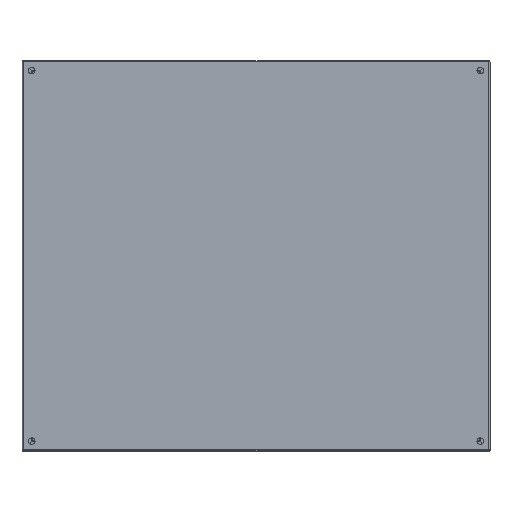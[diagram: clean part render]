
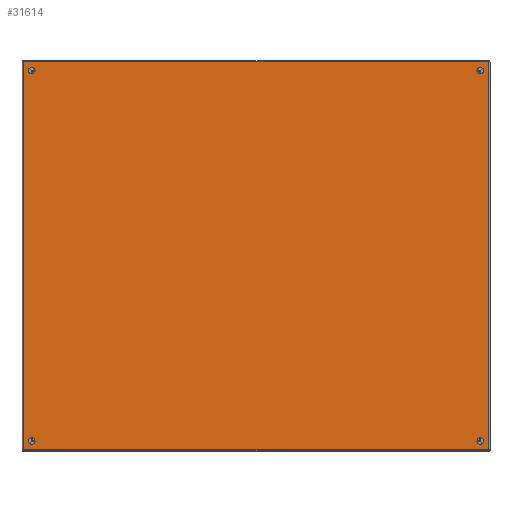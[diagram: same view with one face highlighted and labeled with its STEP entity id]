
A CAD part, top view. The second image highlights one B-rep face of the part: STEP entity #31614.
In plain terms, the highlighted face is planar.
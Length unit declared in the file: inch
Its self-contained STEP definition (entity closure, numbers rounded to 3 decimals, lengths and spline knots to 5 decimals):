
#409 = DIRECTION ( 'NONE',  ( 0., 1., 0. ) ) ;
#1515 = AXIS2_PLACEMENT_3D ( 'NONE', #3936, #15338, #26520 ) ;
#1986 = VERTEX_POINT ( 'NONE', #35243 ) ;
#2381 = CIRCLE ( 'NONE', #29538, 0.25 ) ;
#3234 = ORIENTED_EDGE ( 'NONE', *, *, #19749, .T. ) ;
#3343 = AXIS2_PLACEMENT_3D ( 'NONE', #28918, #32797, #44250 ) ;
#3496 = FACE_BOUND ( 'NONE', #23079, .T. ) ;
#3936 = CARTESIAN_POINT ( 'NONE',  ( 0., 35.25, -14.25 ) ) ;
#4246 = DIRECTION ( 'NONE',  ( 1., 0., 0. ) ) ;
#4505 = VERTEX_POINT ( 'NONE', #44483 ) ;
#4737 = CIRCLE ( 'NONE', #44345, 0.25 ) ;
#5068 = ORIENTED_EDGE ( 'NONE', *, *, #34616, .T. ) ;
#5262 = LINE ( 'NONE', #46141, #23034 ) ;
#5307 = ORIENTED_EDGE ( 'NONE', *, *, #9896, .F. ) ;
#7206 = EDGE_CURVE ( 'NONE', #9936, #1986, #42886, .T. ) ;
#7483 = CARTESIAN_POINT ( 'NONE',  ( 0., 35.25, -14.5 ) ) ;
#7621 = CARTESIAN_POINT ( 'NONE',  ( 0., 0.75, -14.25 ) ) ;
#7874 = DIRECTION ( 'NONE',  ( 0., 0., -1. ) ) ;
#8516 = VERTEX_POINT ( 'NONE', #25191 ) ;
#8759 = CIRCLE ( 'NONE', #3343, 0.25 ) ;
#9770 = EDGE_CURVE ( 'NONE', #1986, #9936, #47370, .T. ) ;
#9896 = EDGE_CURVE ( 'NONE', #45283, #22158, #19980, .T. ) ;
#9936 = VERTEX_POINT ( 'NONE', #7483 ) ;
#9950 = CARTESIAN_POINT ( 'NONE',  ( 0., 0.108, 14.928 ) ) ;
#10070 = EDGE_LOOP ( 'NONE', ( #5307, #14680, #38210, #5068 ) ) ;
#10724 = CARTESIAN_POINT ( 'NONE',  ( 0., 0.75, -14. ) ) ;
#12604 = EDGE_CURVE ( 'NONE', #37562, #45761, #4737, .T. ) ;
#12640 = CARTESIAN_POINT ( 'NONE',  ( 0., 0.108, -14.928 ) ) ;
#12870 = VERTEX_POINT ( 'NONE', #33102 ) ;
#13085 = DIRECTION ( 'NONE',  ( 1., 0., 0. ) ) ;
#13337 = CARTESIAN_POINT ( 'NONE',  ( 0., 35.25, 14.25 ) ) ;
#13512 = CARTESIAN_POINT ( 'NONE',  ( 0., 0.75, -14.5 ) ) ;
#14031 = DIRECTION ( 'NONE',  ( 0., 0., -1. ) ) ;
#14388 = CIRCLE ( 'NONE', #31467, 0.25 ) ;
#14680 = ORIENTED_EDGE ( 'NONE', *, *, #24467, .T. ) ;
#15183 = VECTOR ( 'NONE', #16536, 39.37008 ) ;
#15338 = DIRECTION ( 'NONE',  ( 1., 0., 0. ) ) ;
#15738 = LINE ( 'NONE', #29825, #26094 ) ;
#16536 = DIRECTION ( 'NONE',  ( 0., -1., 0. ) ) ;
#16775 = DIRECTION ( 'NONE',  ( 0., 0., -1. ) ) ;
#17697 = CIRCLE ( 'NONE', #37812, 0.25 ) ;
#17932 = CARTESIAN_POINT ( 'NONE',  ( 0., 0.072, -14.928 ) ) ;
#17965 = CARTESIAN_POINT ( 'NONE',  ( 0., 0.75, -14.25 ) ) ;
#18310 = CIRCLE ( 'NONE', #39266, 0.25 ) ;
#18618 = VECTOR ( 'NONE', #27495, 39.37008 ) ;
#19749 = EDGE_CURVE ( 'NONE', #40437, #4505, #8759, .T. ) ;
#19980 = LINE ( 'NONE', #12640, #18618 ) ;
#20817 = ORIENTED_EDGE ( 'NONE', *, *, #7206, .T. ) ;
#21040 = DIRECTION ( 'NONE',  ( 0., 0., 1. ) ) ;
#21465 = CARTESIAN_POINT ( 'NONE',  ( 0., 0.072, -14.928 ) ) ;
#21526 = LINE ( 'NONE', #17932, #15183 ) ;
#22158 = VERTEX_POINT ( 'NONE', #22671 ) ;
#22278 = DIRECTION ( 'NONE',  ( 1., 0., 0. ) ) ;
#22404 = FACE_BOUND ( 'NONE', #34979, .T. ) ;
#22671 = CARTESIAN_POINT ( 'NONE',  ( 0., 0.108, -14.928 ) ) ;
#23034 = VECTOR ( 'NONE', #21040, 39.37008 ) ;
#23079 = EDGE_LOOP ( 'NONE', ( #29287, #35829 ) ) ;
#23194 = EDGE_CURVE ( 'NONE', #4505, #40437, #18310, .T. ) ;
#24467 = EDGE_CURVE ( 'NONE', #45283, #12870, #15738, .T. ) ;
#25067 = EDGE_LOOP ( 'NONE', ( #27564, #39388 ) ) ;
#25191 = CARTESIAN_POINT ( 'NONE',  ( 0., 35.892, -14.928 ) ) ;
#25336 = PLANE ( 'NONE',  #34261 ) ;
#26094 = VECTOR ( 'NONE', #409, 39.37008 ) ;
#26520 = DIRECTION ( 'NONE',  ( 0., 0., -1. ) ) ;
#26724 = VERTEX_POINT ( 'NONE', #34538 ) ;
#27267 = EDGE_LOOP ( 'NONE', ( #3234, #40049 ) ) ;
#27495 = DIRECTION ( 'NONE',  ( 0., 0., -1. ) ) ;
#27564 = ORIENTED_EDGE ( 'NONE', *, *, #12604, .T. ) ;
#27743 = EDGE_CURVE ( 'NONE', #8516, #12870, #5262, .T. ) ;
#28019 = EDGE_CURVE ( 'NONE', #45761, #37562, #17697, .T. ) ;
#28173 = DIRECTION ( 'NONE',  ( 1., 0., 0. ) ) ;
#28918 = CARTESIAN_POINT ( 'NONE',  ( 0., 0.75, 14.25 ) ) ;
#29287 = ORIENTED_EDGE ( 'NONE', *, *, #30213, .T. ) ;
#29538 = AXIS2_PLACEMENT_3D ( 'NONE', #13337, #28173, #39589 ) ;
#29825 = CARTESIAN_POINT ( 'NONE',  ( 0., 35.928, 14.928 ) ) ;
#30047 = CARTESIAN_POINT ( 'NONE',  ( 0., 35.25, -14.25 ) ) ;
#30213 = EDGE_CURVE ( 'NONE', #41261, #26724, #2381, .T. ) ;
#31467 = AXIS2_PLACEMENT_3D ( 'NONE', #47359, #13085, #16775 ) ;
#31614 = ADVANCED_FACE ( 'NONE', ( #40902, #22404, #3496, #47539, #47770 ), #25336, .F. ) ;
#31858 = DIRECTION ( 'NONE',  ( 1., 0., 0. ) ) ;
#32019 = AXIS2_PLACEMENT_3D ( 'NONE', #30047, #22278, #37116 ) ;
#32797 = DIRECTION ( 'NONE',  ( 1., 0., 0. ) ) ;
#33102 = CARTESIAN_POINT ( 'NONE',  ( 0., 35.892, 14.928 ) ) ;
#34261 = AXIS2_PLACEMENT_3D ( 'NONE', #21465, #44123, #37253 ) ;
#34538 = CARTESIAN_POINT ( 'NONE',  ( 0., 35.25, 14.5 ) ) ;
#34616 = EDGE_CURVE ( 'NONE', #8516, #22158, #21526, .T. ) ;
#34684 = EDGE_CURVE ( 'NONE', #26724, #41261, #14388, .T. ) ;
#34979 = EDGE_LOOP ( 'NONE', ( #20817, #43024 ) ) ;
#35091 = CARTESIAN_POINT ( 'NONE',  ( 0., 35.25, 14. ) ) ;
#35243 = CARTESIAN_POINT ( 'NONE',  ( 0., 35.25, -14. ) ) ;
#35759 = CARTESIAN_POINT ( 'NONE',  ( 0., 0.75, 14.25 ) ) ;
#35829 = ORIENTED_EDGE ( 'NONE', *, *, #34684, .T. ) ;
#37116 = DIRECTION ( 'NONE',  ( 0., 0., -1. ) ) ;
#37253 = DIRECTION ( 'NONE',  ( 0., 0., -1. ) ) ;
#37562 = VERTEX_POINT ( 'NONE', #13512 ) ;
#37812 = AXIS2_PLACEMENT_3D ( 'NONE', #7621, #4246, #7874 ) ;
#38210 = ORIENTED_EDGE ( 'NONE', *, *, #27743, .F. ) ;
#38930 = DIRECTION ( 'NONE',  ( 0., 0., -1. ) ) ;
#39266 = AXIS2_PLACEMENT_3D ( 'NONE', #35759, #31858, #38930 ) ;
#39388 = ORIENTED_EDGE ( 'NONE', *, *, #28019, .T. ) ;
#39589 = DIRECTION ( 'NONE',  ( 0., 0., -1. ) ) ;
#40049 = ORIENTED_EDGE ( 'NONE', *, *, #23194, .T. ) ;
#40437 = VERTEX_POINT ( 'NONE', #43341 ) ;
#40902 = FACE_OUTER_BOUND ( 'NONE', #10070, .T. ) ;
#41261 = VERTEX_POINT ( 'NONE', #35091 ) ;
#42886 = CIRCLE ( 'NONE', #32019, 0.25 ) ;
#43024 = ORIENTED_EDGE ( 'NONE', *, *, #9770, .T. ) ;
#43341 = CARTESIAN_POINT ( 'NONE',  ( 0., 0.75, 14. ) ) ;
#44123 = DIRECTION ( 'NONE',  ( 1., 0., 0. ) ) ;
#44250 = DIRECTION ( 'NONE',  ( 0., 0., -1. ) ) ;
#44345 = AXIS2_PLACEMENT_3D ( 'NONE', #17965, #47155, #14031 ) ;
#44483 = CARTESIAN_POINT ( 'NONE',  ( 0., 0.75, 14.5 ) ) ;
#45283 = VERTEX_POINT ( 'NONE', #9950 ) ;
#45761 = VERTEX_POINT ( 'NONE', #10724 ) ;
#46141 = CARTESIAN_POINT ( 'NONE',  ( 0., 35.892, 14.928 ) ) ;
#47155 = DIRECTION ( 'NONE',  ( 1., 0., 0. ) ) ;
#47359 = CARTESIAN_POINT ( 'NONE',  ( 0., 35.25, 14.25 ) ) ;
#47370 = CIRCLE ( 'NONE', #1515, 0.25 ) ;
#47539 = FACE_BOUND ( 'NONE', #25067, .T. ) ;
#47770 = FACE_BOUND ( 'NONE', #27267, .T. ) ;
